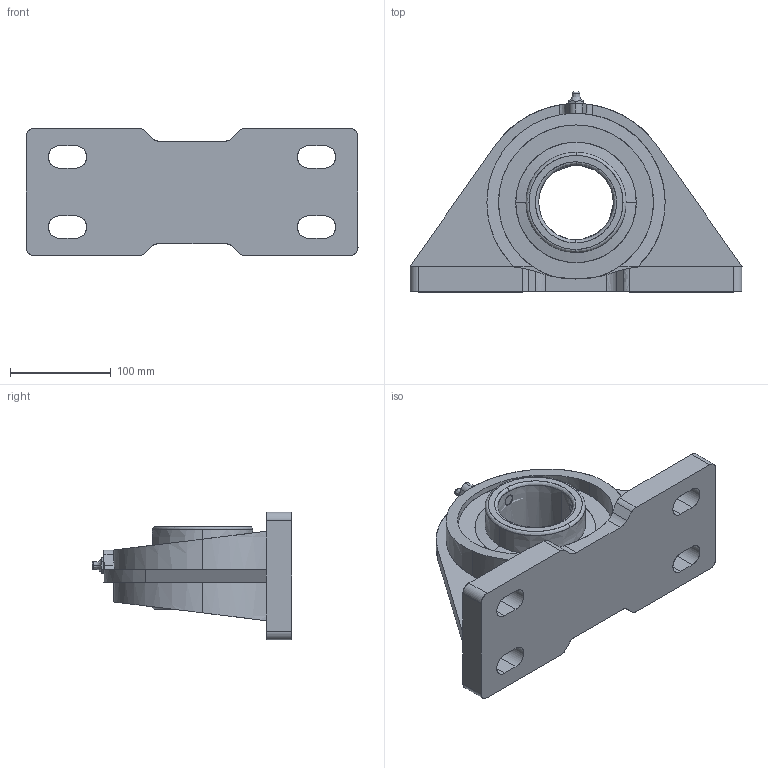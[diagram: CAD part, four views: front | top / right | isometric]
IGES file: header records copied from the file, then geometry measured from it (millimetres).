
Start section: SolidWorks IGES file using analytic representation for surfaces
Global section: file name: MFDEFAU0328750453986.igs; native system: SolidWorks 2008; preprocessor: SolidWorks 2008; author: partstream; date: 080328.085047; units: millimetre
Bounding box: 330.2 x 198.79 x 127 mm (x, y, z)
Surface area: 228273.4 mm2 (no closed solid volume)
Topology: 0 solids, 0 shells, 145 faces, 2885 edges, 2893 vertices
Faces by surface type: revolution 77, bspline 68
